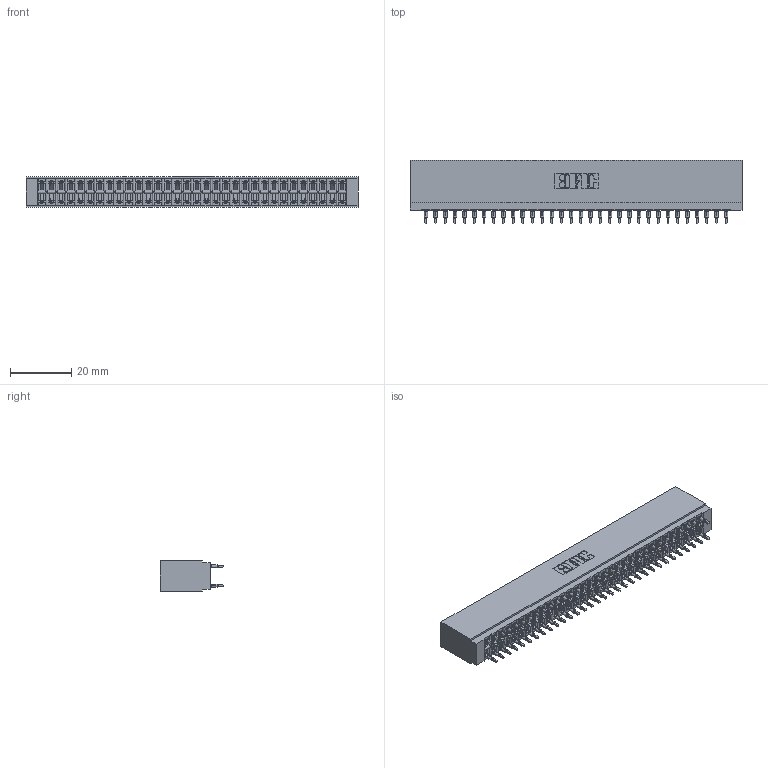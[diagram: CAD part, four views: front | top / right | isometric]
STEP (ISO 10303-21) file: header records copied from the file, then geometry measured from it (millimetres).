
FILE_DESCRIPTION (( 'STEP AP203' ), '1' );
FILE_NAME ('746-064-525-601.STEP', '2026-03-04T13:45:42', ( '' ), ( '' ), 'SwSTEP 2.0', 'SolidWorks 2023', '' );
FILE_SCHEMA (( 'CONFIG_CONTROL_DESIGN' ));
Length unit declared in the file: millimetre
Products named in the file (3): 746-292-001_525; 746 Part_.340 Slot Depth - 01; 746-064-525-601
Assembly tree (65 placements, depth 2):
  746-064-525-601
    746 Part_.340 Slot Depth - 01
    746-292-001_525  x64
Bounding box: 108.84 x 20.82 x 9.91 mm (x, y, z)
Volume: 12539.1 mm3; surface area: 18031.9 mm2
Topology: 65 solids, 65 shells, 5825 faces, 16007 edges, 10191 vertices
Faces by surface type: plane 2999, bspline 1280, cylinder 1162, torus 384
Entity records: 50789 total; most frequent: CARTESIAN_POINT 10185, ORIENTED_EDGE 8704, DIRECTION 7284, EDGE_CURVE 4352, LINE 3848, VECTOR 3848, VERTEX_POINT 2883, AXIS2_PLACEMENT_3D 1718
